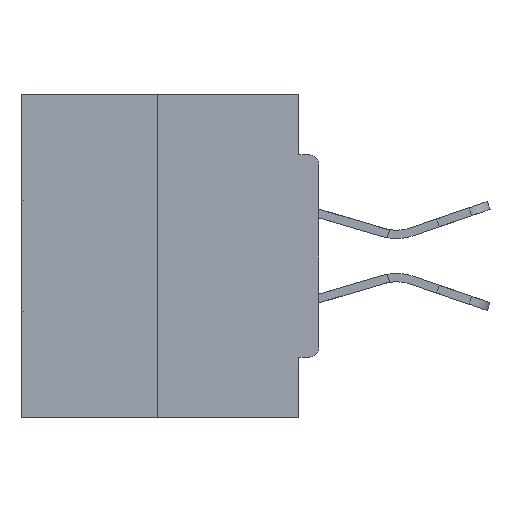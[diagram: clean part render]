
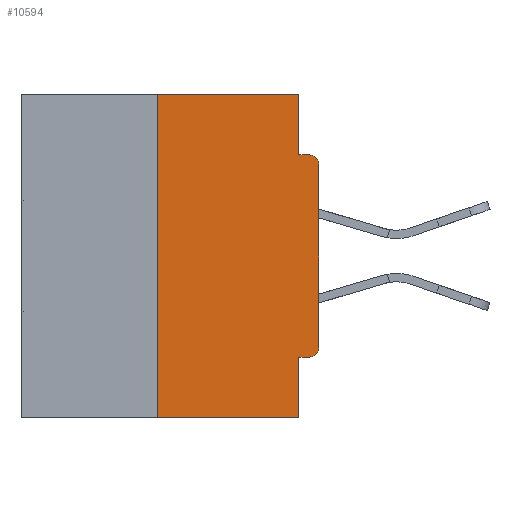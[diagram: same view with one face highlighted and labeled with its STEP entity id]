
A CAD part, left-side view. The second image highlights one B-rep face of the part: STEP entity #10594.
In plain terms, the highlighted planar face has unit normal (-1, 0, 0).
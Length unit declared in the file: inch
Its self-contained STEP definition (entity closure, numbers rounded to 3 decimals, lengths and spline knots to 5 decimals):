
#1041 = CARTESIAN_POINT ( 'NONE',  ( 0., 0.031, 0. ) ) ;
#1145 = CARTESIAN_POINT ( 'NONE',  ( 0., 0.015, -0.4065 ) ) ;
#1327 = CARTESIAN_POINT ( 'NONE',  ( 0., 0.25, -0.5 ) ) ;
#1923 = ORIENTED_EDGE ( 'NONE', *, *, #22532, .T. ) ;
#2152 = VERTEX_POINT ( 'NONE', #35355 ) ;
#2224 = EDGE_CURVE ( 'NONE', #30029, #3827, #2289, .T. ) ;
#2289 = LINE ( 'NONE', #4373, #5321 ) ;
#2526 = EDGE_CURVE ( 'NONE', #10097, #2152, #10269, .T. ) ;
#3042 = LINE ( 'NONE', #1041, #4519 ) ;
#3545 = CARTESIAN_POINT ( 'NONE',  ( 0., 0.015, -0.1085 ) ) ;
#3827 = VERTEX_POINT ( 'NONE', #33042 ) ;
#4373 = CARTESIAN_POINT ( 'NONE',  ( 0., 0., -0.4065 ) ) ;
#4519 = VECTOR ( 'NONE', #23624, 39.37008 ) ;
#4724 = AXIS2_PLACEMENT_3D ( 'NONE', #27671, #24299, #27258 ) ;
#5321 = VECTOR ( 'NONE', #29977, 39.37008 ) ;
#6079 = DIRECTION ( 'NONE',  ( 0., 0., -1. ) ) ;
#6252 = EDGE_LOOP ( 'NONE', ( #41222, #27216, #35156, #36121, #22574, #27751, #1923, #39902, #12994, #12396 ) ) ;
#7546 = FACE_OUTER_BOUND ( 'NONE', #6252, .T. ) ;
#8257 = VECTOR ( 'NONE', #37269, 39.37008 ) ;
#9495 = EDGE_CURVE ( 'NONE', #24080, #31600, #21178, .T. ) ;
#9537 = AXIS2_PLACEMENT_3D ( 'NONE', #30062, #10862, #20959 ) ;
#9672 = DIRECTION ( 'NONE',  ( -1., 0., 0. ) ) ;
#10097 = VERTEX_POINT ( 'NONE', #1327 ) ;
#10115 = EDGE_CURVE ( 'NONE', #10097, #37531, #21619, .T. ) ;
#10269 = LINE ( 'NONE', #21837, #8257 ) ;
#10594 = ADVANCED_FACE ( 'NONE', ( #7546 ), #40143, .F. ) ;
#10862 = DIRECTION ( 'NONE',  ( 1., 0., 0. ) ) ;
#10892 = CARTESIAN_POINT ( 'NONE',  ( 0., 0.031, -0.0935 ) ) ;
#11437 = VERTEX_POINT ( 'NONE', #37620 ) ;
#11644 = VECTOR ( 'NONE', #22851, 39.37008 ) ;
#12347 = CARTESIAN_POINT ( 'NONE',  ( 0., 0.031, -0.5 ) ) ;
#12396 = ORIENTED_EDGE ( 'NONE', *, *, #36835, .F. ) ;
#12994 = ORIENTED_EDGE ( 'NONE', *, *, #9495, .F. ) ;
#13337 = LINE ( 'NONE', #12347, #38431 ) ;
#13832 = LINE ( 'NONE', #15534, #34957 ) ;
#14476 = EDGE_CURVE ( 'NONE', #22382, #31600, #33776, .T. ) ;
#15534 = CARTESIAN_POINT ( 'NONE',  ( 0., 0.46, 0. ) ) ;
#17584 = CIRCLE ( 'NONE', #4724, 0.015 ) ;
#17906 = CARTESIAN_POINT ( 'NONE',  ( 0., 0.015, -0.0935 ) ) ;
#18955 = EDGE_CURVE ( 'NONE', #3827, #2152, #13337, .T. ) ;
#20959 = DIRECTION ( 'NONE',  ( 0., 0., -1. ) ) ;
#21178 = LINE ( 'NONE', #26077, #11644 ) ;
#21267 = CARTESIAN_POINT ( 'NONE',  ( 0., 0., -0.1085 ) ) ;
#21464 = DIRECTION ( 'NONE',  ( 0., -1., 0. ) ) ;
#21619 = LINE ( 'NONE', #39439, #32639 ) ;
#21837 = CARTESIAN_POINT ( 'NONE',  ( 0., 0.46, -0.5 ) ) ;
#22382 = VERTEX_POINT ( 'NONE', #21267 ) ;
#22532 = EDGE_CURVE ( 'NONE', #37302, #22382, #23019, .T. ) ;
#22574 = ORIENTED_EDGE ( 'NONE', *, *, #2224, .F. ) ;
#22851 = DIRECTION ( 'NONE',  ( 0., -1., 0. ) ) ;
#23019 = LINE ( 'NONE', #28789, #32014 ) ;
#23624 = DIRECTION ( 'NONE',  ( 0., 0., -1. ) ) ;
#24080 = VERTEX_POINT ( 'NONE', #10892 ) ;
#24299 = DIRECTION ( 'NONE',  ( -1., 0., 0. ) ) ;
#26077 = CARTESIAN_POINT ( 'NONE',  ( 0., 0., -0.0935 ) ) ;
#26662 = CARTESIAN_POINT ( 'NONE',  ( 0., 0.25, 0. ) ) ;
#27104 = DIRECTION ( 'NONE',  ( 0., 0., 1. ) ) ;
#27216 = ORIENTED_EDGE ( 'NONE', *, *, #10115, .F. ) ;
#27258 = DIRECTION ( 'NONE',  ( 0., 0., -1. ) ) ;
#27671 = CARTESIAN_POINT ( 'NONE',  ( 0., 0.015, -0.3915 ) ) ;
#27751 = ORIENTED_EDGE ( 'NONE', *, *, #36346, .T. ) ;
#28789 = CARTESIAN_POINT ( 'NONE',  ( 0., 0., 0. ) ) ;
#29250 = AXIS2_PLACEMENT_3D ( 'NONE', #3545, #9672, #41486 ) ;
#29977 = DIRECTION ( 'NONE',  ( 0., 1., 0. ) ) ;
#30029 = VERTEX_POINT ( 'NONE', #1145 ) ;
#30062 = CARTESIAN_POINT ( 'NONE',  ( 0., 0.46, 0. ) ) ;
#31600 = VERTEX_POINT ( 'NONE', #17906 ) ;
#32014 = VECTOR ( 'NONE', #32319, 39.37008 ) ;
#32319 = DIRECTION ( 'NONE',  ( 0., 0., 1. ) ) ;
#32639 = VECTOR ( 'NONE', #27104, 39.37008 ) ;
#33042 = CARTESIAN_POINT ( 'NONE',  ( 0., 0.031, -0.4065 ) ) ;
#33776 = CIRCLE ( 'NONE', #29250, 0.015 ) ;
#34957 = VECTOR ( 'NONE', #21464, 39.37008 ) ;
#34984 = CARTESIAN_POINT ( 'NONE',  ( 0., 0., -0.3915 ) ) ;
#35156 = ORIENTED_EDGE ( 'NONE', *, *, #2526, .T. ) ;
#35355 = CARTESIAN_POINT ( 'NONE',  ( 0., 0.031, -0.5 ) ) ;
#36121 = ORIENTED_EDGE ( 'NONE', *, *, #18955, .F. ) ;
#36346 = EDGE_CURVE ( 'NONE', #30029, #37302, #17584, .T. ) ;
#36835 = EDGE_CURVE ( 'NONE', #11437, #24080, #3042, .T. ) ;
#37269 = DIRECTION ( 'NONE',  ( 0., -1., 0. ) ) ;
#37302 = VERTEX_POINT ( 'NONE', #34984 ) ;
#37531 = VERTEX_POINT ( 'NONE', #26662 ) ;
#37620 = CARTESIAN_POINT ( 'NONE',  ( 0., 0.031, 0. ) ) ;
#38431 = VECTOR ( 'NONE', #6079, 39.37008 ) ;
#39439 = CARTESIAN_POINT ( 'NONE',  ( 0., 0.25, 0. ) ) ;
#39902 = ORIENTED_EDGE ( 'NONE', *, *, #14476, .T. ) ;
#40143 = PLANE ( 'NONE',  #9537 ) ;
#41222 = ORIENTED_EDGE ( 'NONE', *, *, #41403, .F. ) ;
#41403 = EDGE_CURVE ( 'NONE', #37531, #11437, #13832, .T. ) ;
#41486 = DIRECTION ( 'NONE',  ( 0., 0., -1. ) ) ;
